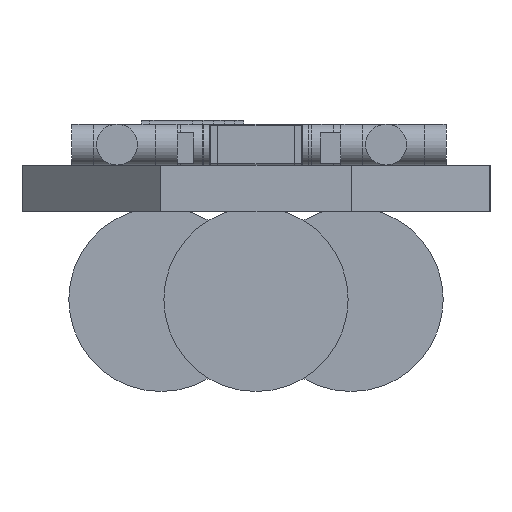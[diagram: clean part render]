
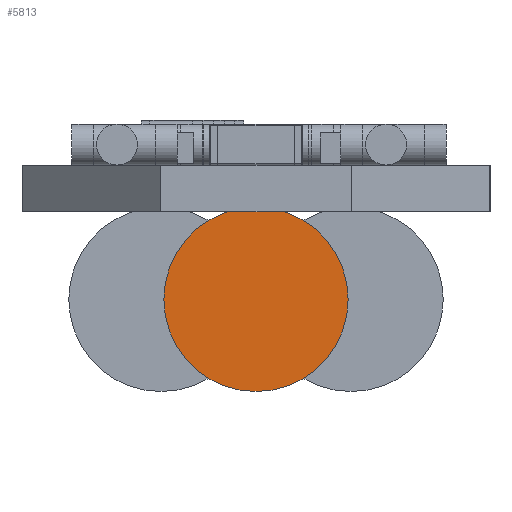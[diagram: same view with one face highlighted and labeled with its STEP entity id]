
A CAD part, left-side view. The second image highlights one B-rep face of the part: STEP entity #5813.
In plain terms, the highlighted face is planar.
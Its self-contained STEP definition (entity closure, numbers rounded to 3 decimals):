
#5785 = VERTEX_POINT('',#5786);
#5786 = CARTESIAN_POINT('',(3.15,0.,11.));
#5792 = EDGE_CURVE('',#5785,#5785,#5793,.T.);
#5793 = CIRCLE('',#5794,3.15);
#5794 = AXIS2_PLACEMENT_3D('',#5795,#5796,#5797);
#5795 = CARTESIAN_POINT('',(0.,0.,11.));
#5796 = DIRECTION('',(0.,0.,1.));
#5797 = DIRECTION('',(1.,0.,0.));
#5813 = ADVANCED_FACE('',(#5814),#5817,.F.);
#5814 = FACE_BOUND('',#5815,.T.);
#5815 = EDGE_LOOP('',(#5816));
#5816 = ORIENTED_EDGE('',*,*,#5792,.T.);
#5817 = PLANE('',#5818);
#5818 = AXIS2_PLACEMENT_3D('',#5819,#5820,#5821);
#5819 = CARTESIAN_POINT('',(3.15,0.,11.));
#5820 = DIRECTION('',(0.,0.,-1.));
#5821 = DIRECTION('',(-1.,0.,0.));
